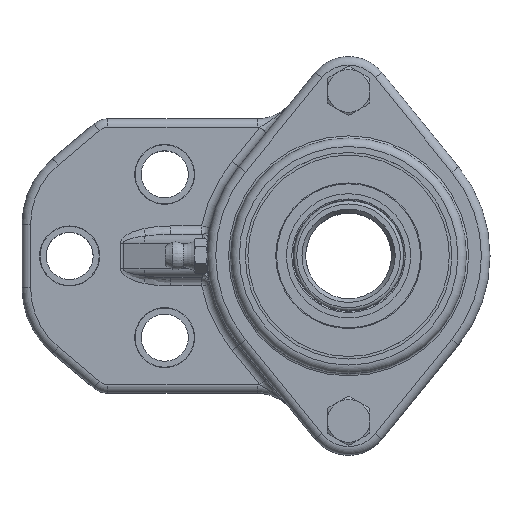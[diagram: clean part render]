
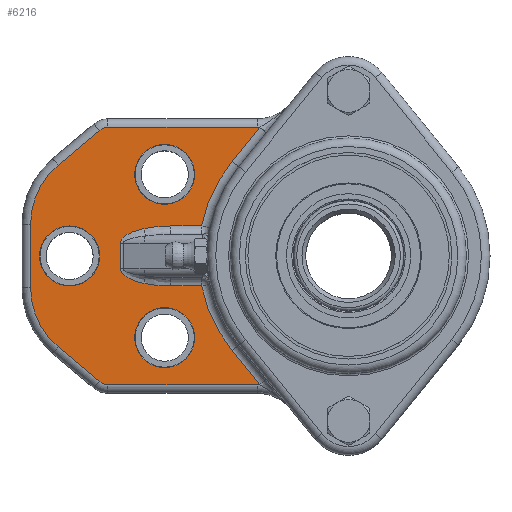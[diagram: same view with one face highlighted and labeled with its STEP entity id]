
A CAD part, top view. The second image highlights one B-rep face of the part: STEP entity #6216.
In plain terms, the highlighted planar face has unit normal (0, 0, 1).
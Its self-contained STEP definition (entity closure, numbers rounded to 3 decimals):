
#129=ELLIPSE('',#6738,11.695,4.);
#130=ELLIPSE('',#6739,11.695,4.);
#132=ELLIPSE('',#6747,11.695,4.);
#133=ELLIPSE('',#6748,11.695,4.);
#450=FACE_OUTER_BOUND('',#1650,.T.);
#826=LINE('',#10166,#1117);
#829=LINE('',#10307,#1120);
#836=LINE('',#10382,#1127);
#837=LINE('',#10388,#1128);
#838=LINE('',#10392,#1129);
#839=LINE('',#10396,#1130);
#840=LINE('',#10400,#1131);
#841=LINE('',#10404,#1132);
#842=LINE('',#10408,#1133);
#843=LINE('',#10411,#1134);
#1117=VECTOR('',#7792,10.);
#1120=VECTOR('',#7803,10.);
#1127=VECTOR('',#7834,10.);
#1128=VECTOR('',#7839,10.);
#1129=VECTOR('',#7842,10.);
#1130=VECTOR('',#7845,10.);
#1131=VECTOR('',#7848,10.);
#1132=VECTOR('',#7851,10.);
#1133=VECTOR('',#7854,10.);
#1134=VECTOR('',#7857,10.);
#1372=PLANE('',#6746);
#1508=FACE_BOUND('',#1651,.T.);
#1509=FACE_BOUND('',#1652,.T.);
#1510=FACE_BOUND('',#1653,.T.);
#1650=EDGE_LOOP('',(#4330,#4331,#4332,#4333,#4334,#4335,#4336,#4337,#4338,
#4339,#4340,#4341,#4342,#4343,#4344,#4345,#4346,#4347,#4348,#4349,#4350,
#4351));
#1651=EDGE_LOOP('',(#4352));
#1652=EDGE_LOOP('',(#4353));
#1653=EDGE_LOOP('',(#4354));
#2092=CIRCLE('',#6653,7.);
#2098=CIRCLE('',#6664,7.);
#2104=CIRCLE('',#6675,7.);
#2145=CIRCLE('',#6728,35.);
#2151=CIRCLE('',#6743,12.);
#2154=CIRCLE('',#6749,35.);
#2155=CIRCLE('',#6750,12.);
#2156=CIRCLE('',#6751,3.);
#2157=CIRCLE('',#6752,18.);
#2158=CIRCLE('',#6753,18.);
#2159=CIRCLE('',#6754,3.);
#2594=VERTEX_POINT('',#9808);
#2600=VERTEX_POINT('',#9827);
#2606=VERTEX_POINT('',#9846);
#2666=VERTEX_POINT('',#10149);
#2669=VERTEX_POINT('',#10156);
#2671=VERTEX_POINT('',#10162);
#2679=VERTEX_POINT('',#10305);
#2680=VERTEX_POINT('',#10334);
#2683=VERTEX_POINT('',#10339);
#2688=VERTEX_POINT('',#10375);
#2690=VERTEX_POINT('',#10381);
#2691=VERTEX_POINT('',#10383);
#2692=VERTEX_POINT('',#10385);
#2693=VERTEX_POINT('',#10387);
#2694=VERTEX_POINT('',#10389);
#2695=VERTEX_POINT('',#10391);
#2696=VERTEX_POINT('',#10393);
#2697=VERTEX_POINT('',#10395);
#2698=VERTEX_POINT('',#10397);
#2699=VERTEX_POINT('',#10399);
#2700=VERTEX_POINT('',#10401);
#2701=VERTEX_POINT('',#10403);
#2702=VERTEX_POINT('',#10405);
#2703=VERTEX_POINT('',#10407);
#2704=VERTEX_POINT('',#10409);
#3188=EDGE_CURVE('',#2594,#2594,#2092,.T.);
#3196=EDGE_CURVE('',#2600,#2600,#2098,.T.);
#3204=EDGE_CURVE('',#2606,#2606,#2104,.T.);
#3285=EDGE_CURVE('',#2666,#2669,#2145,.T.);
#3288=EDGE_CURVE('',#2669,#2671,#826,.T.);
#3298=EDGE_CURVE('',#2679,#2666,#829,.T.);
#3303=EDGE_CURVE('',#2683,#2680,#129,.T.);
#3304=EDGE_CURVE('',#2680,#2679,#130,.T.);
#3311=EDGE_CURVE('',#2671,#2688,#2151,.T.);
#3314=EDGE_CURVE('',#2690,#2683,#836,.T.);
#3315=EDGE_CURVE('',#2691,#2690,#132,.T.);
#3316=EDGE_CURVE('',#2692,#2691,#133,.T.);
#3317=EDGE_CURVE('',#2693,#2692,#837,.T.);
#3318=EDGE_CURVE('',#2694,#2693,#2154,.T.);
#3319=EDGE_CURVE('',#2695,#2694,#838,.T.);
#3320=EDGE_CURVE('',#2696,#2695,#2155,.T.);
#3321=EDGE_CURVE('',#2697,#2696,#839,.T.);
#3322=EDGE_CURVE('',#2698,#2697,#2156,.T.);
#3323=EDGE_CURVE('',#2699,#2698,#840,.T.);
#3324=EDGE_CURVE('',#2700,#2699,#2157,.T.);
#3325=EDGE_CURVE('',#2701,#2700,#841,.T.);
#3326=EDGE_CURVE('',#2702,#2701,#2158,.T.);
#3327=EDGE_CURVE('',#2703,#2702,#842,.T.);
#3328=EDGE_CURVE('',#2704,#2703,#2159,.T.);
#3329=EDGE_CURVE('',#2688,#2704,#843,.T.);
#4330=ORIENTED_EDGE('',*,*,#3288,.F.);
#4331=ORIENTED_EDGE('',*,*,#3285,.F.);
#4332=ORIENTED_EDGE('',*,*,#3298,.F.);
#4333=ORIENTED_EDGE('',*,*,#3304,.F.);
#4334=ORIENTED_EDGE('',*,*,#3303,.F.);
#4335=ORIENTED_EDGE('',*,*,#3314,.F.);
#4336=ORIENTED_EDGE('',*,*,#3315,.F.);
#4337=ORIENTED_EDGE('',*,*,#3316,.F.);
#4338=ORIENTED_EDGE('',*,*,#3317,.F.);
#4339=ORIENTED_EDGE('',*,*,#3318,.F.);
#4340=ORIENTED_EDGE('',*,*,#3319,.F.);
#4341=ORIENTED_EDGE('',*,*,#3320,.F.);
#4342=ORIENTED_EDGE('',*,*,#3321,.F.);
#4343=ORIENTED_EDGE('',*,*,#3322,.F.);
#4344=ORIENTED_EDGE('',*,*,#3323,.F.);
#4345=ORIENTED_EDGE('',*,*,#3324,.F.);
#4346=ORIENTED_EDGE('',*,*,#3325,.F.);
#4347=ORIENTED_EDGE('',*,*,#3326,.F.);
#4348=ORIENTED_EDGE('',*,*,#3327,.F.);
#4349=ORIENTED_EDGE('',*,*,#3328,.F.);
#4350=ORIENTED_EDGE('',*,*,#3329,.F.);
#4351=ORIENTED_EDGE('',*,*,#3311,.F.);
#4352=ORIENTED_EDGE('',*,*,#3188,.T.);
#4353=ORIENTED_EDGE('',*,*,#3196,.T.);
#4354=ORIENTED_EDGE('',*,*,#3204,.T.);
#6216=ADVANCED_FACE('',(#450,#1508,#1509,#1510),#1372,.T.);
#6653=AXIS2_PLACEMENT_3D('',#9809,#7603,#7604);
#6664=AXIS2_PLACEMENT_3D('',#9828,#7627,#7628);
#6675=AXIS2_PLACEMENT_3D('',#9847,#7651,#7652);
#6728=AXIS2_PLACEMENT_3D('',#10160,#7785,#7786);
#6738=AXIS2_PLACEMENT_3D('',#10341,#7811,#7812);
#6739=AXIS2_PLACEMENT_3D('',#10362,#7813,#7814);
#6743=AXIS2_PLACEMENT_3D('',#10376,#7826,#7827);
#6746=AXIS2_PLACEMENT_3D('',#10380,#7832,#7833);
#6747=AXIS2_PLACEMENT_3D('',#10384,#7835,#7836);
#6748=AXIS2_PLACEMENT_3D('',#10386,#7837,#7838);
#6749=AXIS2_PLACEMENT_3D('',#10390,#7840,#7841);
#6750=AXIS2_PLACEMENT_3D('',#10394,#7843,#7844);
#6751=AXIS2_PLACEMENT_3D('',#10398,#7846,#7847);
#6752=AXIS2_PLACEMENT_3D('',#10402,#7849,#7850);
#6753=AXIS2_PLACEMENT_3D('',#10406,#7852,#7853);
#6754=AXIS2_PLACEMENT_3D('',#10410,#7855,#7856);
#7603=DIRECTION('center_axis',(0.,0.,-1.));
#7604=DIRECTION('ref_axis',(-1.,0.,0.));
#7627=DIRECTION('center_axis',(0.,0.,-1.));
#7628=DIRECTION('ref_axis',(-1.,0.,0.));
#7651=DIRECTION('center_axis',(0.,0.,-1.));
#7652=DIRECTION('ref_axis',(-1.,0.,0.));
#7785=DIRECTION('center_axis',(0.,0.,1.));
#7786=DIRECTION('ref_axis',(-0.914,-0.405,0.));
#7792=DIRECTION('',(0.63,-0.776,0.));
#7803=DIRECTION('',(1.,0.,0.));
#7811=DIRECTION('center_axis',(0.,0.,1.));
#7812=DIRECTION('ref_axis',(-1.,0.,0.));
#7813=DIRECTION('center_axis',(0.,0.,1.));
#7814=DIRECTION('ref_axis',(-1.,0.,0.));
#7826=DIRECTION('center_axis',(0.,0.,1.));
#7827=DIRECTION('ref_axis',(0.43,0.903,0.));
#7832=DIRECTION('center_axis',(0.,0.,1.));
#7833=DIRECTION('ref_axis',(1.,0.,0.));
#7834=DIRECTION('',(0.,-1.,0.));
#7835=DIRECTION('center_axis',(0.,0.,1.));
#7836=DIRECTION('ref_axis',(-1.,0.,0.));
#7837=DIRECTION('center_axis',(0.,0.,1.));
#7838=DIRECTION('ref_axis',(-1.,0.,0.));
#7839=DIRECTION('',(-1.,0.,0.));
#7840=DIRECTION('center_axis',(0.,0.,1.));
#7841=DIRECTION('ref_axis',(-0.914,0.405,0.));
#7842=DIRECTION('',(-0.63,-0.776,0.));
#7843=DIRECTION('center_axis',(0.,0.,1.));
#7844=DIRECTION('ref_axis',(0.43,-0.903,0.));
#7845=DIRECTION('',(1.,0.,0.));
#7846=DIRECTION('center_axis',(0.,0.,-1.));
#7847=DIRECTION('ref_axis',(-0.342,0.94,0.));
#7848=DIRECTION('',(0.766,0.643,0.));
#7849=DIRECTION('center_axis',(0.,0.,-1.));
#7850=DIRECTION('ref_axis',(-0.906,0.423,0.));
#7851=DIRECTION('',(0.,1.,0.));
#7852=DIRECTION('center_axis',(0.,0.,-1.));
#7853=DIRECTION('ref_axis',(-0.906,-0.423,0.));
#7854=DIRECTION('',(-0.766,0.643,0.));
#7855=DIRECTION('center_axis',(0.,0.,-1.));
#7856=DIRECTION('ref_axis',(-0.342,-0.94,0.));
#7857=DIRECTION('',(-1.,0.,0.));
#9808=CARTESIAN_POINT('',(-35.9,19.05,22.5));
#9809=CARTESIAN_POINT('Origin',(-42.9,19.05,22.5));
#9827=CARTESIAN_POINT('',(-58.1,0.,22.5));
#9828=CARTESIAN_POINT('Origin',(-65.1,0.,22.5));
#9846=CARTESIAN_POINT('',(-35.9,-19.05,22.5));
#9847=CARTESIAN_POINT('Origin',(-42.9,-19.05,22.5));
#10149=CARTESIAN_POINT('',(-34.293,-7.,22.5));
#10156=CARTESIAN_POINT('',(-27.177,-22.055,22.5));
#10160=CARTESIAN_POINT('Origin',(0.,0.,
22.5));
#10162=CARTESIAN_POINT('',(-20.718,-30.014,22.5));
#10166=CARTESIAN_POINT('',(-36.35,-10.751,22.5));
#10305=CARTESIAN_POINT('',(-41.516,-7.,22.5));
#10307=CARTESIAN_POINT('',(-43.648,-7.,22.5));
#10334=CARTESIAN_POINT('',(-47.739,-6.387,22.5));
#10339=CARTESIAN_POINT('',(-53.211,-3.,22.5));
#10341=CARTESIAN_POINT('Origin',(-41.516,-3.,22.5));
#10362=CARTESIAN_POINT('Origin',(-41.516,-3.,22.5));
#10375=CARTESIAN_POINT('',(-21.294,-30.,22.5));
#10376=CARTESIAN_POINT('Origin',(-21.294,-42.,22.5));
#10380=CARTESIAN_POINT('Origin',(-46.204,0.,
22.5));
#10381=CARTESIAN_POINT('',(-53.211,3.,22.5));
#10382=CARTESIAN_POINT('',(-53.211,0.,22.5));
#10383=CARTESIAN_POINT('',(-47.739,6.387,22.5));
#10384=CARTESIAN_POINT('Origin',(-41.516,3.,22.5));
#10385=CARTESIAN_POINT('',(-41.516,7.,22.5));
#10386=CARTESIAN_POINT('Origin',(-41.516,3.,22.5));
#10387=CARTESIAN_POINT('',(-34.293,7.,22.5));
#10388=CARTESIAN_POINT('',(-43.648,7.,22.5));
#10389=CARTESIAN_POINT('',(-27.177,22.055,22.5));
#10390=CARTESIAN_POINT('Origin',(0.,0.,
22.5));
#10391=CARTESIAN_POINT('',(-20.718,30.014,22.5));
#10392=CARTESIAN_POINT('',(-27.421,21.755,22.5));
#10393=CARTESIAN_POINT('',(-21.294,30.,22.5));
#10394=CARTESIAN_POINT('Origin',(-21.294,42.,22.5));
#10395=CARTESIAN_POINT('',(-56.18,30.,22.5));
#10396=CARTESIAN_POINT('',(-31.367,30.,22.5));
#10397=CARTESIAN_POINT('',(-58.109,29.298,22.5));
#10398=CARTESIAN_POINT('Origin',(-56.18,27.,22.5));
#10399=CARTESIAN_POINT('',(-67.77,21.191,22.5));
#10400=CARTESIAN_POINT('',(-61.132,26.761,22.5));
#10401=CARTESIAN_POINT('',(-74.2,7.402,22.5));
#10402=CARTESIAN_POINT('Origin',(-56.2,7.402,22.5));
#10403=CARTESIAN_POINT('',(-74.2,-7.402,22.5));
#10404=CARTESIAN_POINT('',(-74.2,8.364,22.5));
#10405=CARTESIAN_POINT('',(-67.77,-21.191,22.5));
#10406=CARTESIAN_POINT('Origin',(-56.2,-7.402,22.5));
#10407=CARTESIAN_POINT('',(-58.109,-29.298,22.5));
#10408=CARTESIAN_POINT('',(-70.232,-19.125,22.5));
#10409=CARTESIAN_POINT('',(-56.18,-30.,22.5));
#10410=CARTESIAN_POINT('Origin',(-56.18,-27.,22.5));
#10411=CARTESIAN_POINT('',(-52.102,-30.,22.5));
